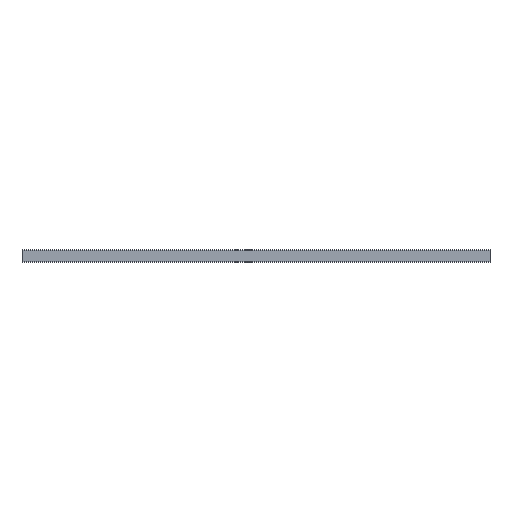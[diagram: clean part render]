
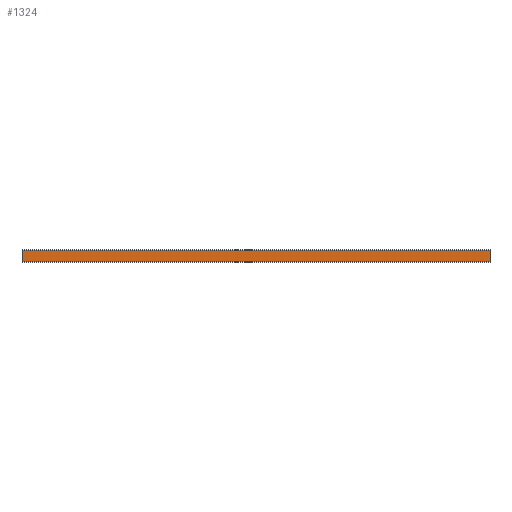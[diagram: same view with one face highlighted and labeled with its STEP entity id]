
A CAD part, left-side view. The second image highlights one B-rep face of the part: STEP entity #1324.
In plain terms, the highlighted planar face has unit normal (-1, 0, 0).
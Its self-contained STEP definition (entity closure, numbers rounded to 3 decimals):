
#39=PLANE('',#1467);
#98=FACE_OUTER_BOUND('',#166,.T.);
#166=EDGE_LOOP('',(#1099,#1100,#1101,#1102));
#324=LINE('',#2125,#458);
#355=LINE('',#2218,#489);
#356=LINE('',#2221,#490);
#357=LINE('',#2222,#491);
#458=VECTOR('',#1716,10.);
#489=VECTOR('',#1807,10.);
#490=VECTOR('',#1810,10.);
#491=VECTOR('',#1811,10.);
#599=VERTEX_POINT('',#2122);
#600=VERTEX_POINT('',#2124);
#632=VERTEX_POINT('',#2216);
#633=VERTEX_POINT('',#2220);
#763=EDGE_CURVE('',#599,#600,#324,.T.);
#810=EDGE_CURVE('',#599,#632,#355,.T.);
#811=EDGE_CURVE('',#633,#632,#356,.T.);
#812=EDGE_CURVE('',#600,#633,#357,.T.);
#1099=ORIENTED_EDGE('',*,*,#810,.T.);
#1100=ORIENTED_EDGE('',*,*,#811,.F.);
#1101=ORIENTED_EDGE('',*,*,#812,.F.);
#1102=ORIENTED_EDGE('',*,*,#763,.F.);
#1324=ADVANCED_FACE('',(#98),#39,.T.);
#1467=AXIS2_PLACEMENT_3D('',#2219,#1808,#1809);
#1716=DIRECTION('',(0.,0.,-1.));
#1807=DIRECTION('',(0.,1.,0.));
#1808=DIRECTION('center_axis',(-1.,0.,0.));
#1809=DIRECTION('ref_axis',(0.,0.,1.));
#1810=DIRECTION('',(0.,0.,1.));
#1811=DIRECTION('',(0.,1.,0.));
#2122=CARTESIAN_POINT('',(-23.75,-1000.,50.52));
#2124=CARTESIAN_POINT('',(-23.75,-1000.,0.98));
#2125=CARTESIAN_POINT('',(-23.75,-1000.,0.98));
#2216=CARTESIAN_POINT('',(-23.75,1000.,50.52));
#2218=CARTESIAN_POINT('',(-23.75,0.,50.52));
#2219=CARTESIAN_POINT('Origin',(-23.75,0.,0.98));
#2220=CARTESIAN_POINT('',(-23.75,1000.,0.98));
#2221=CARTESIAN_POINT('',(-23.75,1000.,0.98));
#2222=CARTESIAN_POINT('',(-23.75,0.,0.98));
